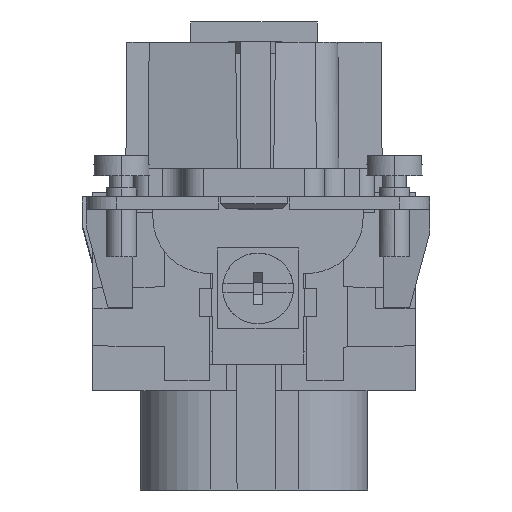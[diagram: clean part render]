
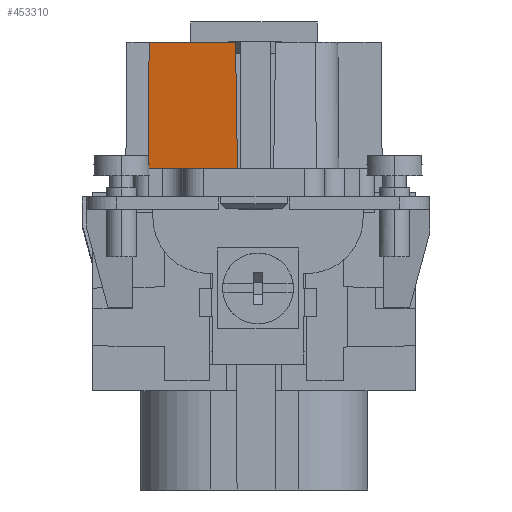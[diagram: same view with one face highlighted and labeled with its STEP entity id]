
A CAD part, front view. The second image highlights one B-rep face of the part: STEP entity #453310.
In plain terms, the highlighted face is planar.
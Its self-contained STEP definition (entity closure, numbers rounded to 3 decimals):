
#62040=CARTESIAN_POINT('',(27.32,99.133,
35.95));
#62050=VERTEX_POINT('',#62040);
#62080=CARTESIAN_POINT('',(27.634,99.395,0.));
#62090=DIRECTION('',(0.009,0.007,
-1.));
#62100=VECTOR('',#62090,1.);
#62110=LINE('',#62080,#62100);
#62120=CARTESIAN_POINT('',(27.429,99.224,
23.45));
#62130=VERTEX_POINT('',#62120);
#62140=EDGE_CURVE('',#62050,#62130,#62110,.T.);
#420620=CARTESIAN_POINT('',(18.586,100.811,
23.45));
#420630=VERTEX_POINT('',#420620);
#420660=CARTESIAN_POINT('',(18.234,101.082,0.));
#420670=DIRECTION('',(0.015,-0.012,
1.));
#420680=VECTOR('',#420670,1.);
#420690=LINE('',#420660,#420680);
#420700=CARTESIAN_POINT('',(18.774,100.667,
35.95));
#420710=VERTEX_POINT('',#420700);
#420720=EDGE_CURVE('',#420630,#420710,#420690,.T.);
#453100=CARTESIAN_POINT('',(15.064,101.465,
21.05));
#453110=DIRECTION('',(0.177,0.984,
0.009));
#453120=DIRECTION('',(-0.984,0.177,
0.));
#453130=AXIS2_PLACEMENT_3D('',#453100,#453110,#453120);
#453140=PLANE('',#453130);
#453150=ORIENTED_EDGE('',*,*,#420720,.T.);
#453160=CARTESIAN_POINT('',(0.,104.148,23.45));
#453170=DIRECTION('',(0.984,-0.177,
0.));
#453180=VECTOR('',#453170,1.);
#453190=LINE('',#453160,#453180);
#453200=EDGE_CURVE('',#420630,#62130,#453190,.T.);
#453210=ORIENTED_EDGE('',*,*,#453200,.F.);
#453220=ORIENTED_EDGE('',*,*,#62140,.T.);
#453230=CARTESIAN_POINT('',(0.,104.037,35.95));
#453240=DIRECTION('',(0.984,-0.177,
0.));
#453250=VECTOR('',#453240,1.);
#453260=LINE('',#453230,#453250);
#453270=EDGE_CURVE('',#420710,#62050,#453260,.T.);
#453280=ORIENTED_EDGE('',*,*,#453270,.T.);
#453290=EDGE_LOOP('',(#453280,#453220,#453210,#453150));
#453300=FACE_OUTER_BOUND('',#453290,.T.);
#453310=ADVANCED_FACE('',(#453300),#453140,.T.);
